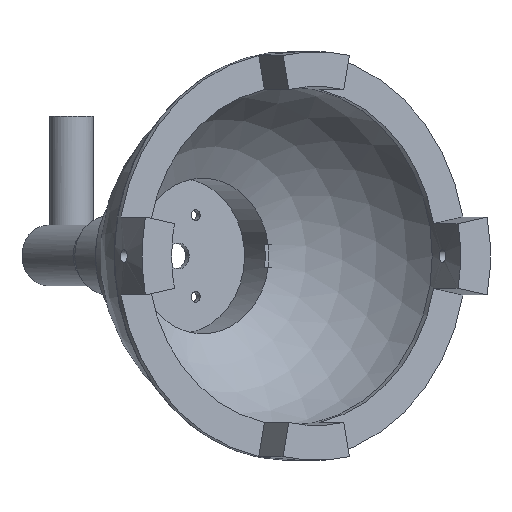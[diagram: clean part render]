
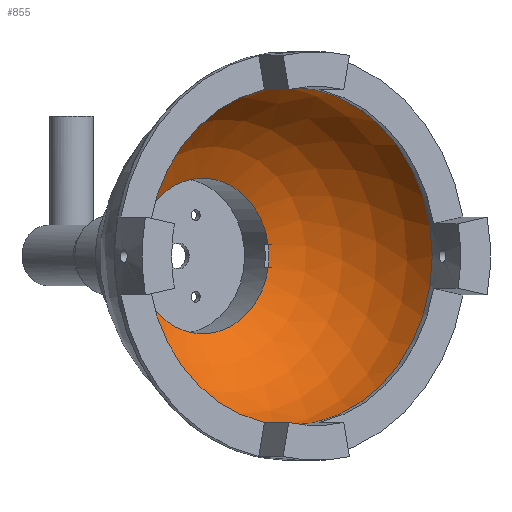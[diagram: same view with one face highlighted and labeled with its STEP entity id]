
A CAD part, left-side view. The second image highlights one B-rep face of the part: STEP entity #855.
In plain terms, the highlighted spherical face has radius 78 mm.
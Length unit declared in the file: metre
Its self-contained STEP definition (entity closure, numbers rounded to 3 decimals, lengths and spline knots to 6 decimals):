
#15=SPHERICAL_SURFACE('',#951,0.078);
#240=ORIENTED_EDGE('',*,*,#466,.T.);
#241=ORIENTED_EDGE('',*,*,#455,.T.);
#242=ORIENTED_EDGE('',*,*,#467,.T.);
#243=ORIENTED_EDGE('',*,*,#459,.T.);
#244=ORIENTED_EDGE('',*,*,#468,.F.);
#455=EDGE_CURVE('',#568,#567,#618,.T.);
#459=EDGE_CURVE('',#565,#571,#620,.T.);
#466=EDGE_CURVE('',#578,#578,#625,.T.);
#467=EDGE_CURVE('',#567,#565,#626,.T.);
#468=EDGE_CURVE('',#568,#571,#627,.T.);
#565=VERTEX_POINT('',#1506);
#567=VERTEX_POINT('',#1510);
#568=VERTEX_POINT('',#1512);
#571=VERTEX_POINT('',#1518);
#578=VERTEX_POINT('',#1535);
#618=CIRCLE('',#943,0.033511);
#620=CIRCLE('',#945,0.033511);
#625=CIRCLE('',#952,0.07762);
#626=CIRCLE('',#953,0.033511);
#627=CIRCLE('',#954,0.033511);
#664=EDGE_LOOP('',(#240));
#665=EDGE_LOOP('',(#241,#242,#243,#244));
#759=FACE_BOUND('',#664,.T.);
#760=FACE_BOUND('',#665,.T.);
#855=ADVANCED_FACE('',(#759,#760),#15,.F.);
#943=AXIS2_PLACEMENT_3D('',#1511,#1095,#1096);
#945=AXIS2_PLACEMENT_3D('',#1519,#1101,#1102);
#951=AXIS2_PLACEMENT_3D('',#1533,#1115,#1116);
#952=AXIS2_PLACEMENT_3D('',#1534,#1117,#1118);
#953=AXIS2_PLACEMENT_3D('',#1536,#1119,#1120);
#954=AXIS2_PLACEMENT_3D('',#1537,#1121,#1122);
#1095=DIRECTION('',(0.852,0.524,0.));
#1096=DIRECTION('',(-0.524,0.852,0.));
#1101=DIRECTION('',(0.852,0.524,0.));
#1102=DIRECTION('',(-0.524,0.852,0.));
#1115=DIRECTION('',(0.852,0.524,0.));
#1116=DIRECTION('',(-0.524,0.852,0.));
#1117=DIRECTION('',(-0.852,-0.524,0.));
#1118=DIRECTION('',(0.524,-0.852,0.));
#1119=DIRECTION('',(0.852,0.524,0.));
#1120=DIRECTION('',(-0.524,0.852,0.));
#1121=DIRECTION('',(-0.852,-0.524,0.));
#1122=DIRECTION('',(0.524,-0.852,0.));
#1506=CARTESIAN_POINT('',(-0.005825,0.026085,-0.005));
#1510=CARTESIAN_POINT('',(-0.005825,0.026085,0.005));
#1511=CARTESIAN_POINT('',(-0.023178,0.054314,0.));
#1512=CARTESIAN_POINT('',(-0.040531,0.082543,0.005));
#1518=CARTESIAN_POINT('',(-0.040531,0.082543,-0.005));
#1519=CARTESIAN_POINT('',(-0.023178,0.054314,0.));
#1533=CARTESIAN_POINT('',(-0.083182,0.017429,0.));
#1534=CARTESIAN_POINT('',(-0.076631,0.021456,0.));
#1535=CARTESIAN_POINT('',(-0.035982,-0.044669,0.));
#1536=CARTESIAN_POINT('',(-0.023178,0.054314,0.));
#1537=CARTESIAN_POINT('',(-0.023178,0.054314,0.));
